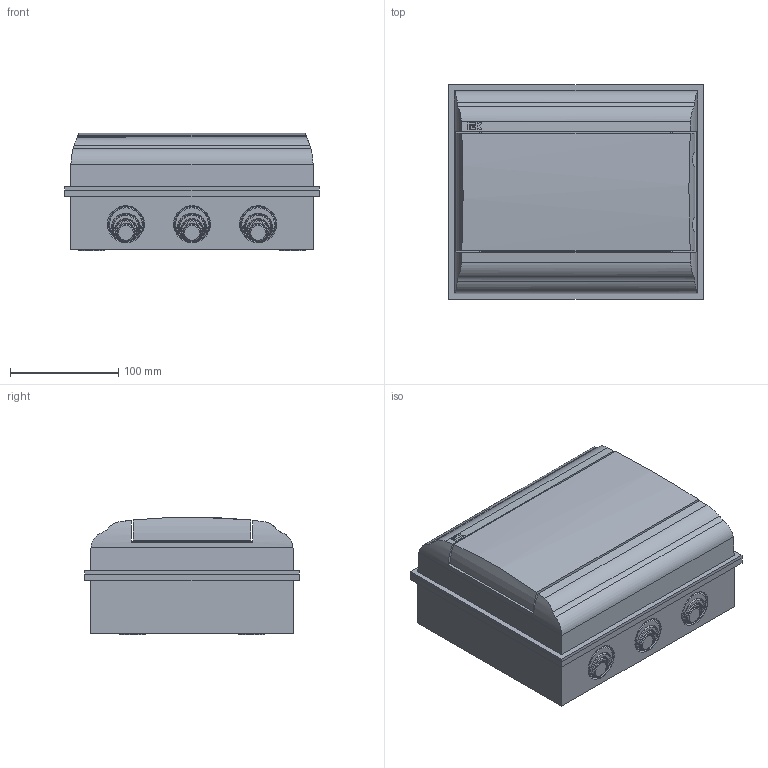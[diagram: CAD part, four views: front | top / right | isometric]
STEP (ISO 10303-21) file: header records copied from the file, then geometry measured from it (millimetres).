
FILE_DESCRIPTION (( 'STEP AP203' ), '1' );
FILE_NAME ('9.STEP', '2016-10-14T13:25:08', ( '' ), ( '' ), 'SwSTEP 2.0', 'SolidWorks 2014', '' );
FILE_SCHEMA (( 'CONFIG_CONTROL_DESIGN' ));
Length unit declared in the file: millimetre
Products named in the file (1): 9
Bounding box: 235 x 198 x 108.37 mm (x, y, z)
Volume: 591049.2 mm3; surface area: 524457.6 mm2
Topology: 4 solids, 4 shells, 2427 faces, 6542 edges, 4323 vertices
Faces by surface type: plane 1535, bspline 454, cylinder 270, cone 144, torus 24
Full cylindrical faces by diameter (mm): 3 x2, 3.2 x2, 9.1 x4, 9.9 x4, 12 x4, 15 x4, 16 x16, 17.5 x4, 20 x8, 20.5 x4, 21 x4, 24.5 x8, 25 x8, 28 x4, 32 x8, 34 x6
Entity records: 89072 total; most frequent: CARTESIAN_POINT 32673, ORIENTED_EDGE 12638, DIRECTION 9499, EDGE_CURVE 6319, VECTOR 4343, LINE 4343, VERTEX_POINT 4256, EDGE_LOOP 2905
